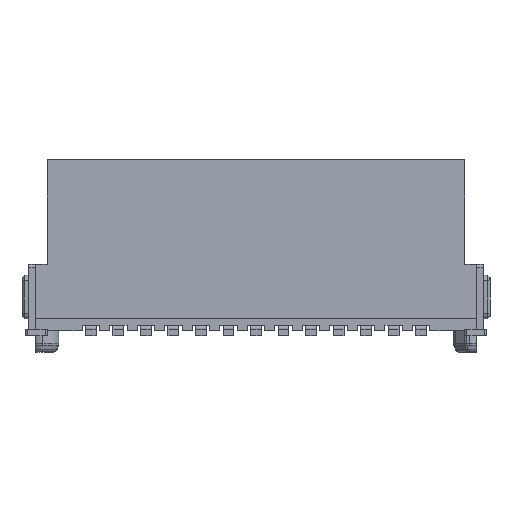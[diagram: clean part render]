
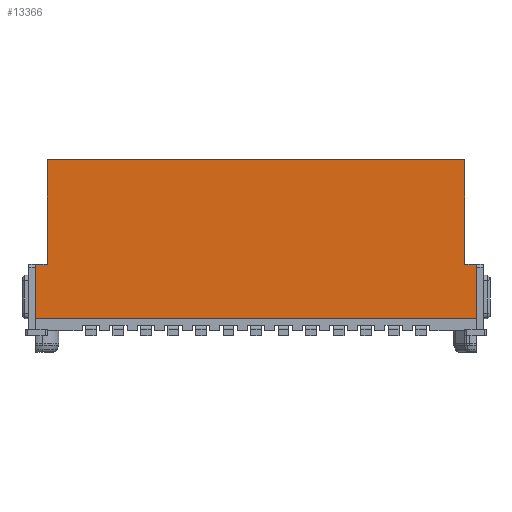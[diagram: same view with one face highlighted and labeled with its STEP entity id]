
A CAD part, front view. The second image highlights one B-rep face of the part: STEP entity #13366.
In plain terms, the highlighted planar face has unit normal (0, -1, 0).
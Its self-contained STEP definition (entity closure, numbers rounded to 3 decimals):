
#13321=AXIS2_PLACEMENT_3D('Plane Axis2P3D',#13318,#13319,#13320) ;
#5330=CARTESIAN_POINT('Vertex',(20.425,1.6,8.88)) ;
#5333=CARTESIAN_POINT('Line Origine',(20.425,1.6,6.465)) ;
#5337=CARTESIAN_POINT('Vertex',(20.425,1.6,4.05)) ;
#6398=CARTESIAN_POINT('Vertex',(1.165,1.6,4.05)) ;
#6401=CARTESIAN_POINT('Line Origine',(1.165,1.6,6.465)) ;
#6405=CARTESIAN_POINT('Vertex',(1.165,1.6,8.88)) ;
#13208=CARTESIAN_POINT('Line Origine',(10.795,1.6,8.88)) ;
#13318=CARTESIAN_POINT('Axis2P3D Location',(21.285,1.6,0.65)) ;
#13323=CARTESIAN_POINT('Line Origine',(10.795,1.6,1.55)) ;
#13327=CARTESIAN_POINT('Vertex',(0.615,1.6,1.55)) ;
#13329=CARTESIAN_POINT('Vertex',(20.975,1.6,1.55)) ;
#13332=CARTESIAN_POINT('Line Origine',(20.975,1.6,2.8)) ;
#13336=CARTESIAN_POINT('Vertex',(20.975,1.6,4.05)) ;
#13339=CARTESIAN_POINT('Line Origine',(20.7,1.6,4.05)) ;
#13344=CARTESIAN_POINT('Line Origine',(0.89,1.6,4.05)) ;
#13348=CARTESIAN_POINT('Vertex',(0.615,1.6,4.05)) ;
#13351=CARTESIAN_POINT('Line Origine',(0.615,1.6,2.8)) ;
#5334=DIRECTION('Vector Direction',(0.,0.,-1.)) ;
#6402=DIRECTION('Vector Direction',(0.,0.,-1.)) ;
#13209=DIRECTION('Vector Direction',(1.,0.,0.)) ;
#13319=DIRECTION('Axis2P3D Direction',(0.,-1.,0.)) ;
#13320=DIRECTION('Axis2P3D XDirection',(0.,0.,1.)) ;
#13324=DIRECTION('Vector Direction',(1.,0.,0.)) ;
#13333=DIRECTION('Vector Direction',(0.,0.,1.)) ;
#13340=DIRECTION('Vector Direction',(-1.,0.,0.)) ;
#13345=DIRECTION('Vector Direction',(-1.,0.,0.)) ;
#13352=DIRECTION('Vector Direction',(0.,0.,-1.)) ;
#5335=VECTOR('Line Direction',#5334,1.) ;
#6403=VECTOR('Line Direction',#6402,1.) ;
#13210=VECTOR('Line Direction',#13209,1.) ;
#13325=VECTOR('Line Direction',#13324,1.) ;
#13334=VECTOR('Line Direction',#13333,1.) ;
#13341=VECTOR('Line Direction',#13340,1.) ;
#13346=VECTOR('Line Direction',#13345,1.) ;
#13353=VECTOR('Line Direction',#13352,1.) ;
#13357=ORIENTED_EDGE('',*,*,#13331,.T.) ;
#13358=ORIENTED_EDGE('',*,*,#13338,.T.) ;
#13359=ORIENTED_EDGE('',*,*,#13343,.T.) ;
#13360=ORIENTED_EDGE('',*,*,#5339,.F.) ;
#13361=ORIENTED_EDGE('',*,*,#13212,.F.) ;
#13362=ORIENTED_EDGE('',*,*,#6407,.T.) ;
#13363=ORIENTED_EDGE('',*,*,#13350,.T.) ;
#13364=ORIENTED_EDGE('',*,*,#13355,.T.) ;
#13366=ADVANCED_FACE('Hauptk\X2\00F6\X0\rper.1',(#13365),#13322,.T.) ;
#5339=EDGE_CURVE('',#5331,#5338,#5336,.T.) ;
#6407=EDGE_CURVE('',#6406,#6399,#6404,.T.) ;
#13212=EDGE_CURVE('',#6406,#5331,#13211,.T.) ;
#13331=EDGE_CURVE('',#13328,#13330,#13326,.T.) ;
#13338=EDGE_CURVE('',#13330,#13337,#13335,.T.) ;
#13343=EDGE_CURVE('',#13337,#5338,#13342,.T.) ;
#13350=EDGE_CURVE('',#6399,#13349,#13347,.T.) ;
#13355=EDGE_CURVE('',#13349,#13328,#13354,.T.) ;
#13356=EDGE_LOOP('',(#13357,#13358,#13359,#13360,#13361,#13362,#13363,#13364)) ;
#13365=FACE_OUTER_BOUND('',#13356,.T.) ;
#5336=LINE('Line',#5333,#5335) ;
#6404=LINE('Line',#6401,#6403) ;
#13211=LINE('Line',#13208,#13210) ;
#13326=LINE('Line',#13323,#13325) ;
#13335=LINE('Line',#13332,#13334) ;
#13342=LINE('Line',#13339,#13341) ;
#13347=LINE('Line',#13344,#13346) ;
#13354=LINE('Line',#13351,#13353) ;
#13322=PLANE('',#13321) ;
#5331=VERTEX_POINT('',#5330) ;
#5338=VERTEX_POINT('',#5337) ;
#6399=VERTEX_POINT('',#6398) ;
#6406=VERTEX_POINT('',#6405) ;
#13328=VERTEX_POINT('',#13327) ;
#13330=VERTEX_POINT('',#13329) ;
#13337=VERTEX_POINT('',#13336) ;
#13349=VERTEX_POINT('',#13348) ;
